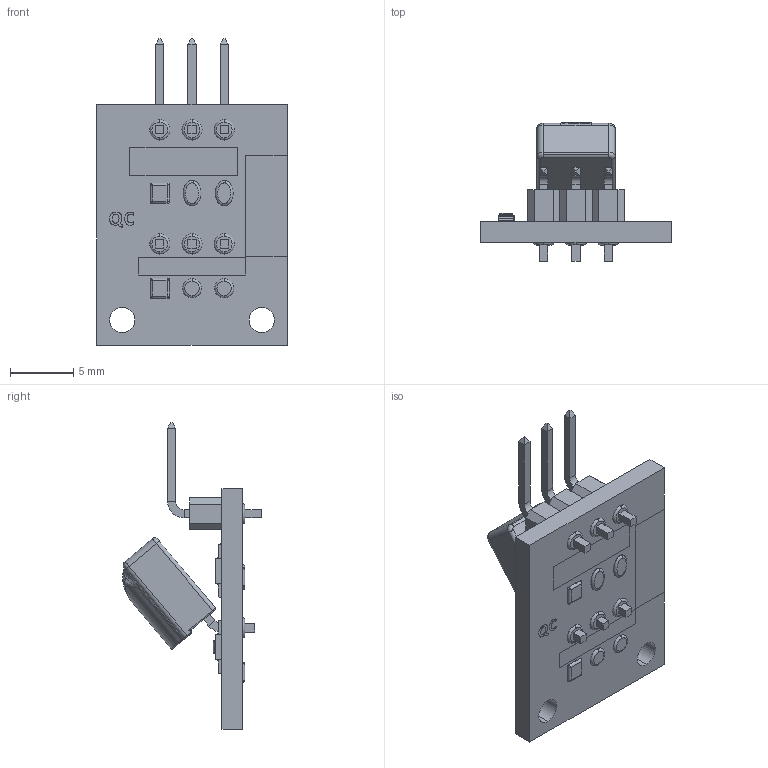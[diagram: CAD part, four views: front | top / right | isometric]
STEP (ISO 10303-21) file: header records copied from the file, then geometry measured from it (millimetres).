
FILE_DESCRIPTION (( 'STEP AP203' ), '1' );
FILE_NAME ('STEP HX1838 IR Receiver.STEP', '2021-07-24T00:01:13', ( '' ), ( '' ), 'SwSTEP 2.0', 'SolidWorks 2021', '' );
FILE_SCHEMA (( 'CONFIG_CONTROL_DESIGN' ));
Length unit declared in the file: millimetre
Products named in the file (1): STEP HX1838 IR Receiver
Bounding box: 15 x 10.93 x 24.2 mm (x, y, z)
Volume: 693.2 mm3; surface area: 1088.5 mm2
Topology: 1 solids, 1 shells, 878 faces, 2225 edges, 1417 vertices
Faces by surface type: plane 485, bspline 243, cylinder 116, torus 30, sphere 4
Entity records: 36376 total; most frequent: CARTESIAN_POINT 16804, ORIENTED_EDGE 4414, DIRECTION 3260, EDGE_CURVE 2207, LINE 1454, VECTOR 1454, VERTEX_POINT 1417, EDGE_LOOP 976
